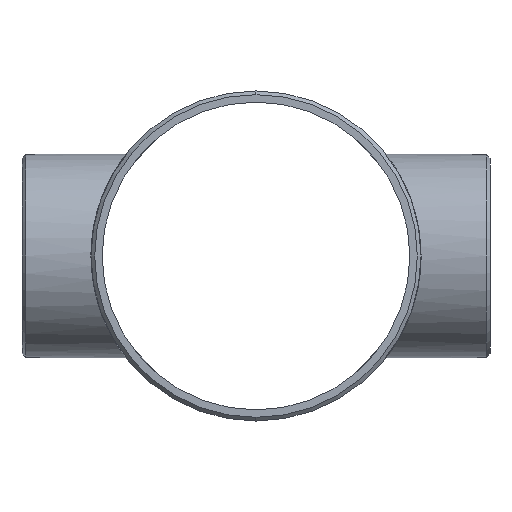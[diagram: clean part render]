
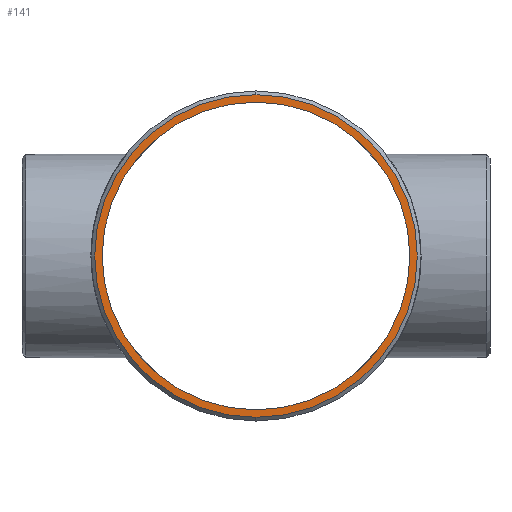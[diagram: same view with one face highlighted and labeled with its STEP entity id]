
A CAD part, left-side view. The second image highlights one B-rep face of the part: STEP entity #141.
In plain terms, the highlighted planar face has unit normal (-1, 0, 0).
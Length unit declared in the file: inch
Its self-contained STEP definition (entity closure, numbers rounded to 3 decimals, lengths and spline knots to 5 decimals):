
#4 = EDGE_CURVE ( 'NONE', #90, #27, #1032, .T. ) ;
#23 = CIRCLE ( 'NONE', #919, 5.01 ) ;
#27 = VERTEX_POINT ( 'NONE', #1207 ) ;
#32 = ORIENTED_EDGE ( 'NONE', *, *, #376, .T. ) ;
#46 = DIRECTION ( 'NONE',  ( 0., 0., 1. ) ) ;
#67 = ORIENTED_EDGE ( 'NONE', *, *, #850, .T. ) ;
#90 = VERTEX_POINT ( 'NONE', #232 ) ;
#110 = EDGE_LOOP ( 'NONE', ( #159, #826 ) ) ;
#141 = ADVANCED_FACE ( 'NONE', ( #771, #431 ), #1457, .T. ) ;
#159 = ORIENTED_EDGE ( 'NONE', *, *, #4, .T. ) ;
#166 = AXIS2_PLACEMENT_3D ( 'NONE', #980, #547, #425 ) ;
#232 = CARTESIAN_POINT ( 'NONE',  ( -8.5, 0., -5.25333 ) ) ;
#240 = VERTEX_POINT ( 'NONE', #957 ) ;
#242 = AXIS2_PLACEMENT_3D ( 'NONE', #1091, #528, #535 ) ;
#315 = DIRECTION ( 'NONE',  ( -1., 0., 0. ) ) ;
#350 = DIRECTION ( 'NONE',  ( 0., 0., 1. ) ) ;
#376 = EDGE_CURVE ( 'NONE', #240, #1131, #23, .T. ) ;
#425 = DIRECTION ( 'NONE',  ( 0., 0., -1. ) ) ;
#431 = FACE_BOUND ( 'NONE', #1173, .T. ) ;
#528 = DIRECTION ( 'NONE',  ( 1., 0., 0. ) ) ;
#535 = DIRECTION ( 'NONE',  ( 0., 0., 1. ) ) ;
#547 = DIRECTION ( 'NONE',  ( -1., 0., 0. ) ) ;
#557 = DIRECTION ( 'NONE',  ( -1., 0., 0. ) ) ;
#573 = CIRCLE ( 'NONE', #1401, 5.25333 ) ;
#771 = FACE_OUTER_BOUND ( 'NONE', #110, .T. ) ;
#826 = ORIENTED_EDGE ( 'NONE', *, *, #1135, .T. ) ;
#850 = EDGE_CURVE ( 'NONE', #1131, #240, #1174, .T. ) ;
#900 = CARTESIAN_POINT ( 'NONE',  ( -8.5, 0., 0. ) ) ;
#919 = AXIS2_PLACEMENT_3D ( 'NONE', #1324, #940, #46 ) ;
#940 = DIRECTION ( 'NONE',  ( 1., 0., 0. ) ) ;
#957 = CARTESIAN_POINT ( 'NONE',  ( -8.5, 0., 5.01 ) ) ;
#980 = CARTESIAN_POINT ( 'NONE',  ( -8.5, 0., 0. ) ) ;
#1032 = CIRCLE ( 'NONE', #1104, 5.25333 ) ;
#1091 = CARTESIAN_POINT ( 'NONE',  ( -8.5, 0., 0. ) ) ;
#1104 = AXIS2_PLACEMENT_3D ( 'NONE', #900, #315, #1229 ) ;
#1112 = CARTESIAN_POINT ( 'NONE',  ( -8.5, 0., 0. ) ) ;
#1131 = VERTEX_POINT ( 'NONE', #1139 ) ;
#1135 = EDGE_CURVE ( 'NONE', #27, #90, #573, .T. ) ;
#1139 = CARTESIAN_POINT ( 'NONE',  ( -8.5, 0., -5.01 ) ) ;
#1173 = EDGE_LOOP ( 'NONE', ( #32, #67 ) ) ;
#1174 = CIRCLE ( 'NONE', #242, 5.01 ) ;
#1207 = CARTESIAN_POINT ( 'NONE',  ( -8.5, 0., 5.25333 ) ) ;
#1229 = DIRECTION ( 'NONE',  ( 0., 0., 1. ) ) ;
#1324 = CARTESIAN_POINT ( 'NONE',  ( -8.5, 0., 0. ) ) ;
#1401 = AXIS2_PLACEMENT_3D ( 'NONE', #1112, #557, #350 ) ;
#1457 = PLANE ( 'NONE',  #166 ) ;
